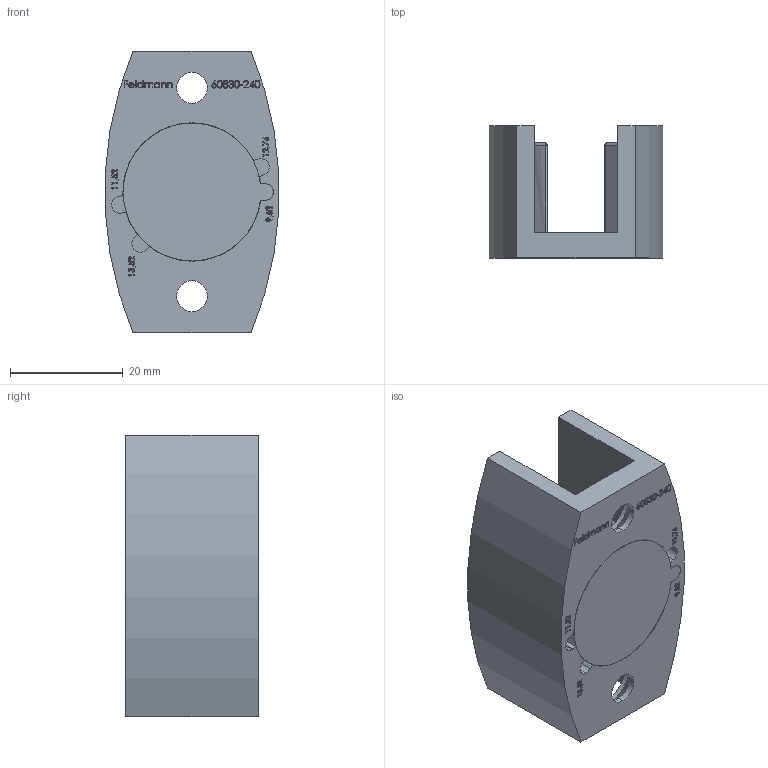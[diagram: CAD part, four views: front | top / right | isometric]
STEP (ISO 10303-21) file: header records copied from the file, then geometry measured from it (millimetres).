
FILE_DESCRIPTION (( 'STEP AP203' ), '1' );
FILE_NAME ('60830-240.STEP', '2018-07-20T08:25:12', ( '' ), ( '' ), 'SwSTEP 2.0', 'SolidWorks 2015', '' );
FILE_SCHEMA (( 'CONFIG_CONTROL_DESIGN' ));
Length unit declared in the file: millimetre
Products named in the file (3): 60830-240 Teil2_60830-240 Teil2; 60830-240; 60830-240 Teil1_603830-240 Teil1
Assembly tree (2 placements, depth 2):
  60830-240
    60830-240 Teil1_603830-240 Teil1
    60830-240 Teil2_60830-240 Teil2
Bounding box: 30.79 x 23.5 x 50 mm (x, y, z)
Volume: 16919.6 mm3; surface area: 9523.9 mm2
Topology: 2 solids, 2 shells, 518 faces, 1378 edges, 907 vertices
Faces by surface type: plane 269, bspline 210, cylinder 23, cone 9, torus 5, sphere 2
Entity records: 27361 total; most frequent: CARTESIAN_POINT 15610, ORIENTED_EDGE 2748, DIRECTION 1640, EDGE_CURVE 1374, VERTEX_POINT 907, VECTOR 850, LINE 850, EDGE_LOOP 571
